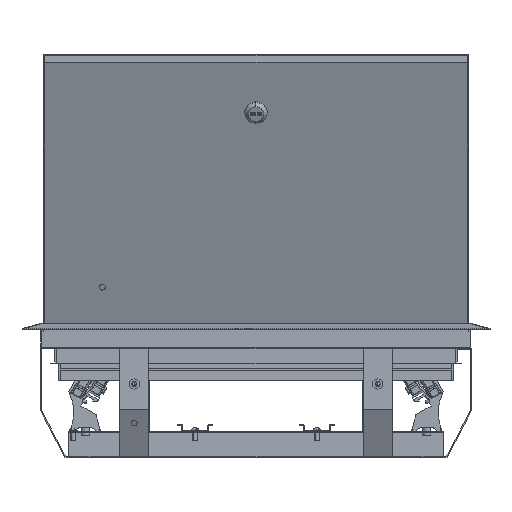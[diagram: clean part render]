
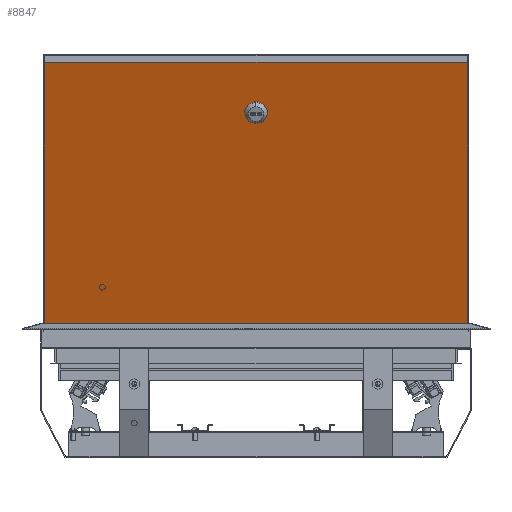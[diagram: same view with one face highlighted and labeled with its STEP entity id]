
A CAD part, left-side view. The second image highlights one B-rep face of the part: STEP entity #8847.
In plain terms, the highlighted face is planar.
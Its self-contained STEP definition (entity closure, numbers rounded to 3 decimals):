
#479 = DIRECTION ( 'NONE',  ( 0., -1., 0. ) ) ;
#677 = DIRECTION ( 'NONE',  ( 0., 0., 1. ) ) ;
#1040 = ORIENTED_EDGE ( 'NONE', *, *, #13433, .T. ) ;
#1863 = VERTEX_POINT ( 'NONE', #14093 ) ;
#2121 = AXIS2_PLACEMENT_3D ( 'NONE', #18359, #27745, #4274 ) ;
#2238 = CARTESIAN_POINT ( 'NONE',  ( -98., 0., 0. ) ) ;
#2313 = DIRECTION ( 'NONE',  ( 0., 1., 0. ) ) ;
#3025 = AXIS2_PLACEMENT_3D ( 'NONE', #2238, #677, #10009 ) ;
#4274 = DIRECTION ( 'NONE',  ( 1., 0., 0. ) ) ;
#4525 = EDGE_CURVE ( 'NONE', #24878, #29391, #11814, .T. ) ;
#6249 = AXIS2_PLACEMENT_3D ( 'NONE', #8287, #16128, #11923 ) ;
#6589 = VECTOR ( 'NONE', #21575, 1000. ) ;
#7020 = CIRCLE ( 'NONE', #3025, 11.5 ) ;
#7221 = ORIENTED_EDGE ( 'NONE', *, *, #17099, .F. ) ;
#7236 = FACE_BOUND ( 'NONE', #23254, .T. ) ;
#7713 = LINE ( 'NONE', #23358, #25640 ) ;
#8287 = CARTESIAN_POINT ( 'NONE',  ( 0., 0., 0. ) ) ;
#8847 = ADVANCED_FACE ( 'NONE', ( #7236, #27585 ), #26030, .T. ) ;
#9219 = VERTEX_POINT ( 'NONE', #22493 ) ;
#9441 = EDGE_LOOP ( 'NONE', ( #18393, #1040, #12809, #21343 ) ) ;
#10009 = DIRECTION ( 'NONE',  ( 1., 0., 0. ) ) ;
#10967 = VERTEX_POINT ( 'NONE', #11107 ) ;
#11107 = CARTESIAN_POINT ( 'NONE',  ( -153., -217.5, 0. ) ) ;
#11814 = CIRCLE ( 'NONE', #2121, 11.5 ) ;
#11923 = DIRECTION ( 'NONE',  ( 1., 0., 0. ) ) ;
#12809 = ORIENTED_EDGE ( 'NONE', *, *, #27653, .T. ) ;
#13433 = EDGE_CURVE ( 'NONE', #10967, #17124, #7713, .T. ) ;
#13472 = CARTESIAN_POINT ( 'NONE',  ( -153., 217.5, 0. ) ) ;
#13509 = ORIENTED_EDGE ( 'NONE', *, *, #4525, .F. ) ;
#13882 = VECTOR ( 'NONE', #479, 1000. ) ;
#14093 = CARTESIAN_POINT ( 'NONE',  ( -153., 217.5, 0. ) ) ;
#14239 = EDGE_CURVE ( 'NONE', #9219, #1863, #16906, .T. ) ;
#14310 = CARTESIAN_POINT ( 'NONE',  ( -153., 217.5, 0. ) ) ;
#14768 = CARTESIAN_POINT ( 'NONE',  ( 153., -217.5, 0. ) ) ;
#16128 = DIRECTION ( 'NONE',  ( 0., 0., 1. ) ) ;
#16351 = CARTESIAN_POINT ( 'NONE',  ( 153., 217.5, 0. ) ) ;
#16906 = LINE ( 'NONE', #14310, #6589 ) ;
#17099 = EDGE_CURVE ( 'NONE', #29391, #24878, #7020, .T. ) ;
#17124 = VERTEX_POINT ( 'NONE', #14768 ) ;
#18359 = CARTESIAN_POINT ( 'NONE',  ( -98., 0., 0. ) ) ;
#18393 = ORIENTED_EDGE ( 'NONE', *, *, #28203, .T. ) ;
#21256 = CARTESIAN_POINT ( 'NONE',  ( -109.5, 0., 0. ) ) ;
#21343 = ORIENTED_EDGE ( 'NONE', *, *, #14239, .T. ) ;
#21533 = LINE ( 'NONE', #16351, #23330 ) ;
#21575 = DIRECTION ( 'NONE',  ( -1., 0., 0. ) ) ;
#22493 = CARTESIAN_POINT ( 'NONE',  ( 153., 217.5, 0. ) ) ;
#23254 = EDGE_LOOP ( 'NONE', ( #7221, #13509 ) ) ;
#23330 = VECTOR ( 'NONE', #2313, 1000. ) ;
#23358 = CARTESIAN_POINT ( 'NONE',  ( -153., -217.5, 0. ) ) ;
#24878 = VERTEX_POINT ( 'NONE', #21256 ) ;
#25640 = VECTOR ( 'NONE', #26467, 1000. ) ;
#26030 = PLANE ( 'NONE',  #6249 ) ;
#26467 = DIRECTION ( 'NONE',  ( 1., 0., 0. ) ) ;
#27555 = LINE ( 'NONE', #13472, #13882 ) ;
#27585 = FACE_OUTER_BOUND ( 'NONE', #9441, .T. ) ;
#27653 = EDGE_CURVE ( 'NONE', #17124, #9219, #21533, .T. ) ;
#27745 = DIRECTION ( 'NONE',  ( 0., 0., 1. ) ) ;
#28203 = EDGE_CURVE ( 'NONE', #1863, #10967, #27555, .T. ) ;
#29391 = VERTEX_POINT ( 'NONE', #30908 ) ;
#30908 = CARTESIAN_POINT ( 'NONE',  ( -86.5, 0., 0. ) ) ;
